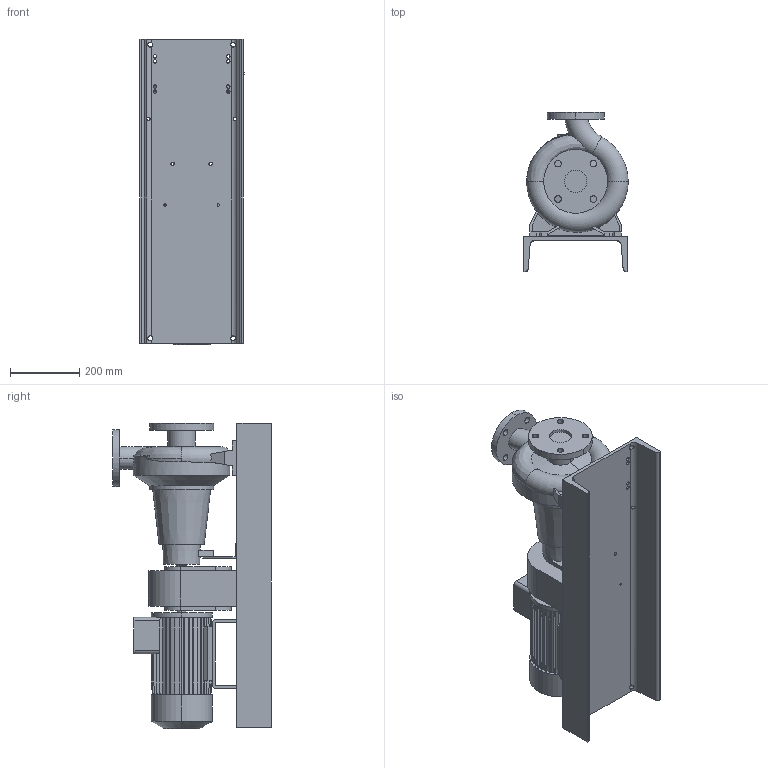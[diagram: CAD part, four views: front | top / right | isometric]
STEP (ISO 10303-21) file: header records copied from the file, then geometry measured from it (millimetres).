
FILE_DESCRIPTION (( 'STEP AP203' ), '1' );
FILE_NAME ('10018071swa00.step', '2023-07-07T12:29:36', ( '' ), ( '' ), 'SwSTEP 2.0', 'SolidWorks 2020', '' );
FILE_SCHEMA (( 'CONFIG_CONTROL_DESIGN' ));
Length unit declared in the file: millimetre
Products named in the file (5): 10018072swp00_90L; 10012573swp00_180; 10018071swa00; 10018097swp00_MCG 05 N4 50-200 90; 10017783swp00_50-200
Assembly tree (4 placements, depth 2):
  10018071swa00
    10017783swp00_50-200
    10018097swp00_MCG 05 N4 50-200 90
    10018072swp00_90L
    10012573swp00_180
Bounding box: 301.96 x 460 x 883 mm (x, y, z)
Volume: 29846297.8 mm3; surface area: 2092236.4 mm2
Topology: 5 solids, 5 shells, 567 faces, 1628 edges, 1083 vertices
Faces by surface type: plane 376, cylinder 172, cone 11, torus 6, bspline 2
Entity records: 21122 total; most frequent: CARTESIAN_POINT 5385, ORIENTED_EDGE 3256, DIRECTION 3068, EDGE_CURVE 1628, VECTOR 1180, LINE 1180, VERTEX_POINT 1083, AXIS2_PLACEMENT_3D 944
